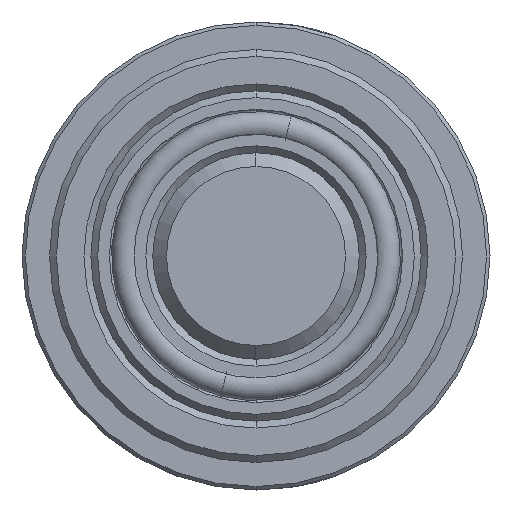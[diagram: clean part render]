
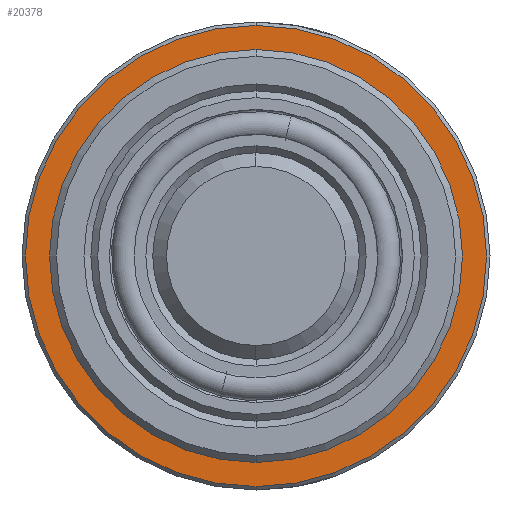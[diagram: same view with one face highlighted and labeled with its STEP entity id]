
A CAD part, front view. The second image highlights one B-rep face of the part: STEP entity #20378.
In plain terms, the highlighted planar face has unit normal (0, -1, 0).
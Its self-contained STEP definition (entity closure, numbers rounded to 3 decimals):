
#300 = AXIS2_PLACEMENT_3D ( 'NONE', #7622, #22029, #13319 ) ;
#1192 = CARTESIAN_POINT ( 'NONE',  ( -14.8, 20., 0. ) ) ;
#2290 = CARTESIAN_POINT ( 'NONE',  ( 0., 20., 0. ) ) ;
#4586 = ORIENTED_EDGE ( 'NONE', *, *, #22352, .F. ) ;
#4849 = ORIENTED_EDGE ( 'NONE', *, *, #16677, .T. ) ;
#5017 = CIRCLE ( 'NONE', #9001, 14.8 ) ;
#5415 = FACE_BOUND ( 'NONE', #21274, .T. ) ;
#5738 = VERTEX_POINT ( 'NONE', #9738 ) ;
#6184 = AXIS2_PLACEMENT_3D ( 'NONE', #15293, #23816, #17992 ) ;
#6803 = VERTEX_POINT ( 'NONE', #12967 ) ;
#7055 = DIRECTION ( 'NONE',  ( 0., -1., 0. ) ) ;
#7622 = CARTESIAN_POINT ( 'NONE',  ( 0., 20., 0. ) ) ;
#9001 = AXIS2_PLACEMENT_3D ( 'NONE', #2290, #21385, #9867 ) ;
#9036 = DIRECTION ( 'NONE',  ( 0., 0., -1. ) ) ;
#9602 = DIRECTION ( 'NONE',  ( 0., 1., 0. ) ) ;
#9738 = CARTESIAN_POINT ( 'NONE',  ( 0., 20., 14.8 ) ) ;
#9867 = DIRECTION ( 'NONE',  ( 0., 0., 1. ) ) ;
#10161 = AXIS2_PLACEMENT_3D ( 'NONE', #22862, #9602, #15433 ) ;
#10984 = CIRCLE ( 'NONE', #300, 14.8 ) ;
#10990 = ORIENTED_EDGE ( 'NONE', *, *, #19717, .F. ) ;
#12967 = CARTESIAN_POINT ( 'NONE',  ( 0., 20., -16.75 ) ) ;
#13319 = DIRECTION ( 'NONE',  ( 0., 0., 1. ) ) ;
#14117 = VERTEX_POINT ( 'NONE', #22093 ) ;
#14982 = ORIENTED_EDGE ( 'NONE', *, *, #15397, .T. ) ;
#15293 = CARTESIAN_POINT ( 'NONE',  ( 0., 20., 0. ) ) ;
#15397 = EDGE_CURVE ( 'NONE', #23733, #5738, #5017, .T. ) ;
#15433 = DIRECTION ( 'NONE',  ( 0., 0., 1. ) ) ;
#15719 = AXIS2_PLACEMENT_3D ( 'NONE', #1192, #7055, #9036 ) ;
#16407 = CARTESIAN_POINT ( 'NONE',  ( 0., 20., -14.8 ) ) ;
#16677 = EDGE_CURVE ( 'NONE', #5738, #23733, #10984, .T. ) ;
#17992 = DIRECTION ( 'NONE',  ( 0., 0., 1. ) ) ;
#18058 = CIRCLE ( 'NONE', #6184, 16.75 ) ;
#19674 = CIRCLE ( 'NONE', #10161, 16.75 ) ;
#19717 = EDGE_CURVE ( 'NONE', #14117, #6803, #18058, .T. ) ;
#20378 = ADVANCED_FACE ( 'NONE', ( #5415, #24417 ), #24038, .T. ) ;
#21274 = EDGE_LOOP ( 'NONE', ( #4849, #14982 ) ) ;
#21385 = DIRECTION ( 'NONE',  ( 0., 1., 0. ) ) ;
#22029 = DIRECTION ( 'NONE',  ( 0., 1., 0. ) ) ;
#22093 = CARTESIAN_POINT ( 'NONE',  ( 0., 20., 16.75 ) ) ;
#22352 = EDGE_CURVE ( 'NONE', #6803, #14117, #19674, .T. ) ;
#22862 = CARTESIAN_POINT ( 'NONE',  ( 0., 20., 0. ) ) ;
#22926 = EDGE_LOOP ( 'NONE', ( #10990, #4586 ) ) ;
#23733 = VERTEX_POINT ( 'NONE', #16407 ) ;
#23816 = DIRECTION ( 'NONE',  ( 0., 1., 0. ) ) ;
#24038 = PLANE ( 'NONE',  #15719 ) ;
#24417 = FACE_OUTER_BOUND ( 'NONE', #22926, .T. ) ;
